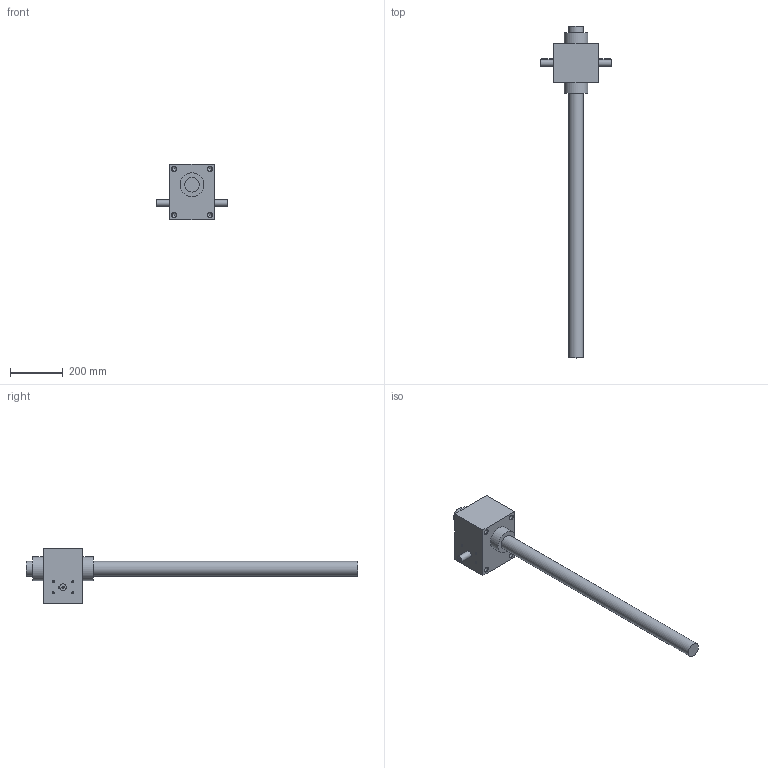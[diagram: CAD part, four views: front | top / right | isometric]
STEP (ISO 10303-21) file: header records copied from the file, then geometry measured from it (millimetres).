
FILE_DESCRIPTION( ( 'STEP AP214' ), ' ' );
FILE_NAME( 'TP559_B_-_R.1_30_C.1000_-_-_-_-_-_-_-.stp', '2017-08-19T14:18:51', ( '' ), ( '' ), ' ', 'PARTsolutions', ' ' );
FILE_SCHEMA( ( 'AUTOMOTIVE_DESIGN { 1 0 10303 214 1 1 1 1 }' ) );
Length unit declared in the file: millimetre
Products named in the file (4): TP559_B_-_R.1/30_C.1000_-_-_-_-_-_-_-; _TP559_1_1_1_1_1_110001-1; _TP559-2; _TP559_1000_1_1_11-3
Assembly tree (4 placements, depth 2):
  TP559_B_-_R.1/30_C.1000_-_-_-_-_-_-_-
    _TP559_1_1_1_1_1_110001-1
    _TP559-2  x2
    _TP559_1000_1_1_11-3
Bounding box: 270 x 1255 x 211 mm (x, y, z)
Volume: 8461724.4 mm3; surface area: 514820.5 mm2
Topology: 4 solids, 4 shells, 179 faces, 449 edges, 290 vertices
Faces by surface type: plane 85, cylinder 56, cone 38
Full cylindrical faces by diameter (mm): 6.647 x10, 17.294 x8, 25 x3, 46 x1, 55 x1, 90 x2
Entity records: 6066 total; most frequent: CARTESIAN_POINT 846, DIRECTION 806, ORIENTED_EDGE 682, EDGE_CURVE 341, AXIS2_PLACEMENT_3D 294, VERTEX_POINT 266, EDGE_LOOP 242, LINE 218
